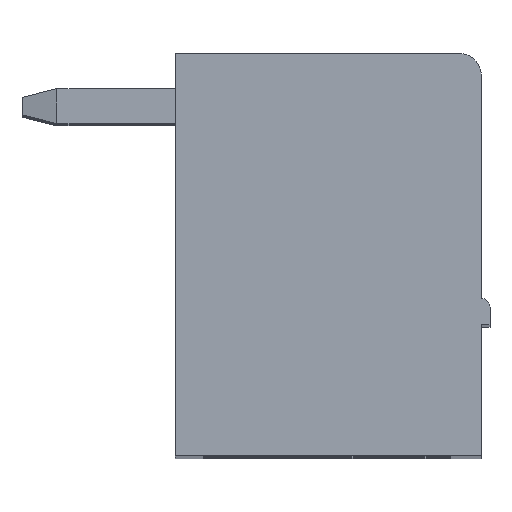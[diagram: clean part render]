
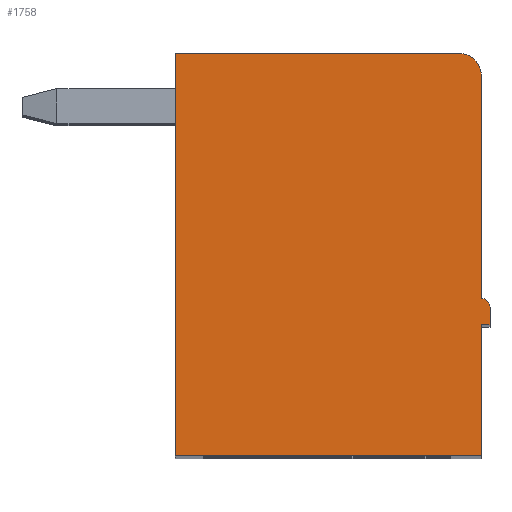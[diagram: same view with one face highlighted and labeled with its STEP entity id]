
A CAD part, top view. The second image highlights one B-rep face of the part: STEP entity #1758.
In plain terms, the highlighted planar face has unit normal (0, 0, 1).
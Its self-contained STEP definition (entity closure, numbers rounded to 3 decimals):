
#402 = VERTEX_POINT('',#403);
#403 = CARTESIAN_POINT('',(3.5,9.,21.35));
#418 = VERTEX_POINT('',#419);
#419 = CARTESIAN_POINT('',(10.5,9.,21.35));
#425 = EDGE_CURVE('',#402,#418,#426,.T.);
#426 = LINE('',#427,#428);
#427 = CARTESIAN_POINT('',(3.5,9.,21.35));
#428 = VECTOR('',#429,1.);
#429 = DIRECTION('',(1.,0.,0.));
#1646 = VERTEX_POINT('',#1647);
#1647 = CARTESIAN_POINT('',(10.5,12.,21.35));
#1653 = EDGE_CURVE('',#418,#1646,#1654,.T.);
#1654 = LINE('',#1655,#1656);
#1655 = CARTESIAN_POINT('',(10.5,9.,21.35));
#1656 = VECTOR('',#1657,1.);
#1657 = DIRECTION('',(0.,1.,0.));
#1677 = VERTEX_POINT('',#1678);
#1678 = CARTESIAN_POINT('',(10.7,12.,21.35));
#1684 = EDGE_CURVE('',#1646,#1677,#1685,.T.);
#1685 = LINE('',#1686,#1687);
#1686 = CARTESIAN_POINT('',(10.5,12.,21.35));
#1687 = VECTOR('',#1688,1.);
#1688 = DIRECTION('',(1.,0.,0.));
#1708 = VERTEX_POINT('',#1709);
#1709 = CARTESIAN_POINT('',(10.7,12.4,21.35));
#1715 = EDGE_CURVE('',#1677,#1708,#1716,.T.);
#1716 = LINE('',#1717,#1718);
#1717 = CARTESIAN_POINT('',(10.7,12.,21.35));
#1718 = VECTOR('',#1719,1.);
#1719 = DIRECTION('',(0.,1.,0.));
#1740 = VERTEX_POINT('',#1741);
#1741 = CARTESIAN_POINT('',(10.5,12.6,21.35));
#1747 = EDGE_CURVE('',#1708,#1740,#1748,.T.);
#1748 = CIRCLE('',#1749,0.2);
#1749 = AXIS2_PLACEMENT_3D('',#1750,#1751,#1752);
#1750 = CARTESIAN_POINT('',(10.5,12.4,21.35));
#1751 = DIRECTION('',(0.,0.,1.));
#1752 = DIRECTION('',(1.,0.,0.));
#1758 = ADVANCED_FACE('',(#1759),#1797,.T.);
#1759 = FACE_BOUND('',#1760,.T.);
#1760 = EDGE_LOOP('',(#1761,#1772,#1780,#1786,#1787,#1788,#1789,#1790,
    #1791));
#1761 = ORIENTED_EDGE('',*,*,#1762,.T.);
#1762 = EDGE_CURVE('',#1763,#1765,#1767,.T.);
#1763 = VERTEX_POINT('',#1764);
#1764 = CARTESIAN_POINT('',(10.5,17.7,21.35));
#1765 = VERTEX_POINT('',#1766);
#1766 = CARTESIAN_POINT('',(10.,18.2,21.35));
#1767 = CIRCLE('',#1768,0.5);
#1768 = AXIS2_PLACEMENT_3D('',#1769,#1770,#1771);
#1769 = CARTESIAN_POINT('',(10.,17.7,21.35));
#1770 = DIRECTION('',(0.,0.,1.));
#1771 = DIRECTION('',(1.,0.,0.));
#1772 = ORIENTED_EDGE('',*,*,#1773,.T.);
#1773 = EDGE_CURVE('',#1765,#1774,#1776,.T.);
#1774 = VERTEX_POINT('',#1775);
#1775 = CARTESIAN_POINT('',(3.5,18.2,21.35));
#1776 = LINE('',#1777,#1778);
#1777 = CARTESIAN_POINT('',(10.5,18.2,21.35));
#1778 = VECTOR('',#1779,1.);
#1779 = DIRECTION('',(-1.,0.,0.));
#1780 = ORIENTED_EDGE('',*,*,#1781,.T.);
#1781 = EDGE_CURVE('',#1774,#402,#1782,.T.);
#1782 = LINE('',#1783,#1784);
#1783 = CARTESIAN_POINT('',(3.5,18.2,21.35));
#1784 = VECTOR('',#1785,1.);
#1785 = DIRECTION('',(0.,-1.,0.));
#1786 = ORIENTED_EDGE('',*,*,#425,.T.);
#1787 = ORIENTED_EDGE('',*,*,#1653,.T.);
#1788 = ORIENTED_EDGE('',*,*,#1684,.T.);
#1789 = ORIENTED_EDGE('',*,*,#1715,.T.);
#1790 = ORIENTED_EDGE('',*,*,#1747,.T.);
#1791 = ORIENTED_EDGE('',*,*,#1792,.T.);
#1792 = EDGE_CURVE('',#1740,#1763,#1793,.T.);
#1793 = LINE('',#1794,#1795);
#1794 = CARTESIAN_POINT('',(10.5,12.6,21.35));
#1795 = VECTOR('',#1796,1.);
#1796 = DIRECTION('',(0.,1.,0.));
#1797 = PLANE('',#1798);
#1798 = AXIS2_PLACEMENT_3D('',#1799,#1800,#1801);
#1799 = CARTESIAN_POINT('',(10.5,12.4,21.35));
#1800 = DIRECTION('',(0.,0.,1.));
#1801 = DIRECTION('',(1.,0.,0.));
